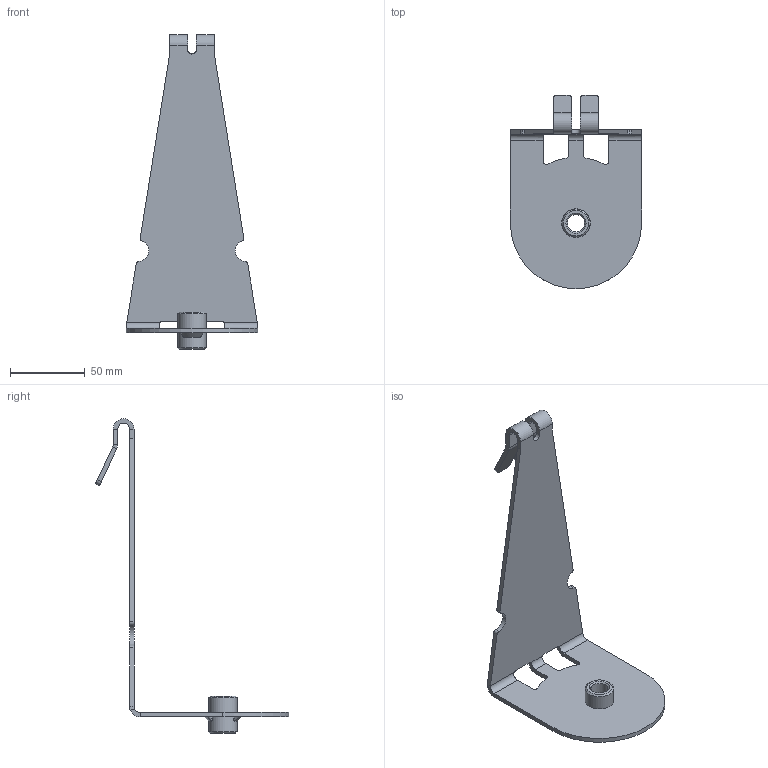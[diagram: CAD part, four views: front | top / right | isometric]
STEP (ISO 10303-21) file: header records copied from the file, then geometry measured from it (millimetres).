
FILE_DESCRIPTION(/* description */ (''),/* implementation_level */ '2;1');
FILE_NAME(/* name */ 'Montagehalterung_STAR_Standard_Duty_Schutzgitter_1fach_G1_4i_Edelstahl_109665_Rev_A.stp',/* time_stamp */ '2015-02-27T11:04:34+01:00',/* author */ ('002180'),/* organization */ (''),/* preprocessor_version */ 'ST-DEVELOPER v15.6',/* originating_system */ 'Autodesk Inventor 2015',/* authorisation */ '');
FILE_SCHEMA (('AUTOMOTIVE_DESIGN { 1 0 10303 214 3 1 1 }'));
Length unit declared in the file: millimetre
Products named in the file (4): anmhs01a; Hülse G1_4; Schweißnaht
Bounding box: 88 x 129.51 x 210.99 mm (x, y, z)
Volume: 63171.7 mm3; surface area: 45441.7 mm2
Topology: 4 solids, 4 shells, 109 faces, 274 edges, 169 vertices
Faces by surface type: plane 56, cylinder 41, bspline 6, cone 6
Full cylindrical faces by diameter (mm): 11.445 x1, 19 x1, 19.2 x1
Entity records: 3634 total; most frequent: CARTESIAN_POINT 966, DIRECTION 546, ORIENTED_EDGE 532, EDGE_CURVE 266, AXIS2_PLACEMENT_3D 198, VERTEX_POINT 168, LINE 150, VECTOR 150
